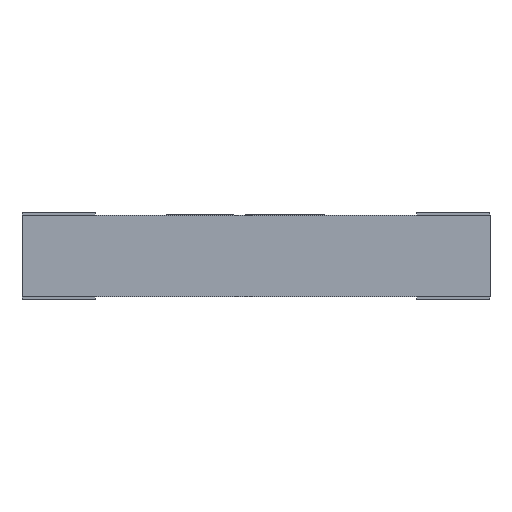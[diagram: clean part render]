
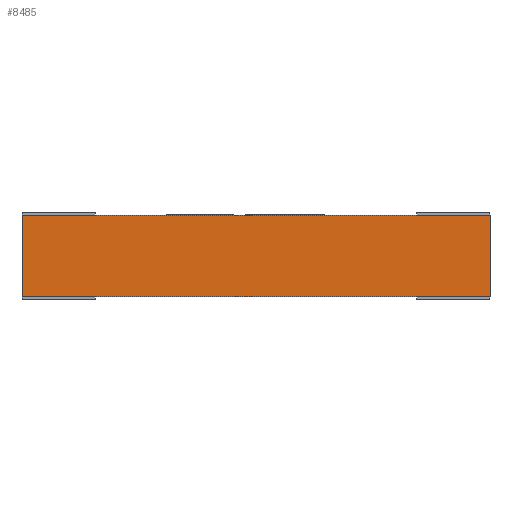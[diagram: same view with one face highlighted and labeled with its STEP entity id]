
A CAD part, front view. The second image highlights one B-rep face of the part: STEP entity #8485.
In plain terms, the highlighted planar face has unit normal (0, -1, 0).
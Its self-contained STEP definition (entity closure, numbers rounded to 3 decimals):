
#190 = PLANE('',#191);
#191 = AXIS2_PLACEMENT_3D('',#192,#193,#194);
#192 = CARTESIAN_POINT('',(0.,0.,0.58));
#193 = DIRECTION('',(0.,0.,-1.));
#194 = DIRECTION('',(-1.,0.,0.));
#2231 = VERTEX_POINT('',#2232);
#2232 = CARTESIAN_POINT('',(-1.599,-0.85,
    0.58));
#2246 = PLANE('',#2247);
#2247 = AXIS2_PLACEMENT_3D('',#2248,#2249,#2250);
#2248 = CARTESIAN_POINT('',(-1.599,-0.85,
    0.58));
#2249 = DIRECTION('',(1.,0.,0.));
#2250 = DIRECTION('',(0.,0.,-1.));
#2258 = EDGE_CURVE('',#2231,#2259,#2261,.T.);
#2259 = VERTEX_POINT('',#2260);
#2260 = CARTESIAN_POINT('',(1.599,-0.85,
    0.58));
#2261 = SURFACE_CURVE('',#2262,(#2266,#2273),.PCURVE_S1.);
#2262 = LINE('',#2263,#2264);
#2263 = CARTESIAN_POINT('',(-1.599,-0.85,
    0.58));
#2264 = VECTOR('',#2265,1.);
#2265 = DIRECTION('',(1.,0.,0.));
#2266 = PCURVE('',#190,#2267);
#2267 = DEFINITIONAL_REPRESENTATION('',(#2268),#2272);
#2268 = LINE('',#2269,#2270);
#2269 = CARTESIAN_POINT('',(1.599,-0.85));
#2270 = VECTOR('',#2271,1.);
#2271 = DIRECTION('',(-1.,0.));
#2272 = ( GEOMETRIC_REPRESENTATION_CONTEXT(2) 
PARAMETRIC_REPRESENTATION_CONTEXT() REPRESENTATION_CONTEXT('2D SPACE',''
  ) );
#2273 = PCURVE('',#2274,#2279);
#2274 = PLANE('',#2275);
#2275 = AXIS2_PLACEMENT_3D('',#2276,#2277,#2278);
#2276 = CARTESIAN_POINT('',(-1.599,-0.85,
    0.58));
#2277 = DIRECTION('',(0.,1.,0.));
#2278 = DIRECTION('',(0.,-0.,1.));
#2279 = DEFINITIONAL_REPRESENTATION('',(#2280),#2284);
#2280 = LINE('',#2281,#2282);
#2281 = CARTESIAN_POINT('',(0.,0.));
#2282 = VECTOR('',#2283,1.);
#2283 = DIRECTION('',(0.,1.));
#2284 = ( GEOMETRIC_REPRESENTATION_CONTEXT(2) 
PARAMETRIC_REPRESENTATION_CONTEXT() REPRESENTATION_CONTEXT('2D SPACE',''
  ) );
#2302 = PLANE('',#2303);
#2303 = AXIS2_PLACEMENT_3D('',#2304,#2305,#2306);
#2304 = CARTESIAN_POINT('',(1.599,-0.85,
    0.58));
#2305 = DIRECTION('',(-1.,0.,0.));
#2306 = DIRECTION('',(0.,0.,1.));
#6005 = PLANE('',#6006);
#6006 = AXIS2_PLACEMENT_3D('',#6007,#6008,#6009);
#6007 = CARTESIAN_POINT('',(0.,0.,0.02));
#6008 = DIRECTION('',(0.,0.,-1.));
#6009 = DIRECTION('',(-1.,0.,0.));
#6406 = VERTEX_POINT('',#6407);
#6407 = CARTESIAN_POINT('',(1.599,-0.85,
    0.02));
#6428 = EDGE_CURVE('',#6429,#6406,#6431,.T.);
#6429 = VERTEX_POINT('',#6430);
#6430 = CARTESIAN_POINT('',(-1.599,-0.85,
    0.02));
#6431 = SURFACE_CURVE('',#6432,(#6436,#6443),.PCURVE_S1.);
#6432 = LINE('',#6433,#6434);
#6433 = CARTESIAN_POINT('',(-1.599,-0.85,
    0.02));
#6434 = VECTOR('',#6435,1.);
#6435 = DIRECTION('',(1.,0.,0.));
#6436 = PCURVE('',#6005,#6437);
#6437 = DEFINITIONAL_REPRESENTATION('',(#6438),#6442);
#6438 = LINE('',#6439,#6440);
#6439 = CARTESIAN_POINT('',(1.599,-0.85));
#6440 = VECTOR('',#6441,1.);
#6441 = DIRECTION('',(-1.,0.));
#6442 = ( GEOMETRIC_REPRESENTATION_CONTEXT(2) 
PARAMETRIC_REPRESENTATION_CONTEXT() REPRESENTATION_CONTEXT('2D SPACE',''
  ) );
#6443 = PCURVE('',#2274,#6444);
#6444 = DEFINITIONAL_REPRESENTATION('',(#6445),#6449);
#6445 = LINE('',#6446,#6447);
#6446 = CARTESIAN_POINT('',(-0.56,0.));
#6447 = VECTOR('',#6448,1.);
#6448 = DIRECTION('',(0.,1.));
#6449 = ( GEOMETRIC_REPRESENTATION_CONTEXT(2) 
PARAMETRIC_REPRESENTATION_CONTEXT() REPRESENTATION_CONTEXT('2D SPACE',''
  ) );
#8377 = EDGE_CURVE('',#2259,#6406,#8378,.T.);
#8378 = SURFACE_CURVE('',#8379,(#8383,#8390),.PCURVE_S1.);
#8379 = LINE('',#8380,#8381);
#8380 = CARTESIAN_POINT('',(1.599,-0.85,
    0.58));
#8381 = VECTOR('',#8382,1.);
#8382 = DIRECTION('',(-0.,-0.,-1.));
#8383 = PCURVE('',#2302,#8384);
#8384 = DEFINITIONAL_REPRESENTATION('',(#8385),#8389);
#8385 = LINE('',#8386,#8387);
#8386 = CARTESIAN_POINT('',(0.,0.));
#8387 = VECTOR('',#8388,1.);
#8388 = DIRECTION('',(-1.,0.));
#8389 = ( GEOMETRIC_REPRESENTATION_CONTEXT(2) 
PARAMETRIC_REPRESENTATION_CONTEXT() REPRESENTATION_CONTEXT('2D SPACE',''
  ) );
#8390 = PCURVE('',#2274,#8391);
#8391 = DEFINITIONAL_REPRESENTATION('',(#8392),#8396);
#8392 = LINE('',#8393,#8394);
#8393 = CARTESIAN_POINT('',(0.,3.199));
#8394 = VECTOR('',#8395,1.);
#8395 = DIRECTION('',(-1.,0.));
#8396 = ( GEOMETRIC_REPRESENTATION_CONTEXT(2) 
PARAMETRIC_REPRESENTATION_CONTEXT() REPRESENTATION_CONTEXT('2D SPACE',''
  ) );
#8465 = EDGE_CURVE('',#2231,#6429,#8466,.T.);
#8466 = SURFACE_CURVE('',#8467,(#8471,#8478),.PCURVE_S1.);
#8467 = LINE('',#8468,#8469);
#8468 = CARTESIAN_POINT('',(-1.599,-0.85,
    0.58));
#8469 = VECTOR('',#8470,1.);
#8470 = DIRECTION('',(-0.,-0.,-1.));
#8471 = PCURVE('',#2246,#8472);
#8472 = DEFINITIONAL_REPRESENTATION('',(#8473),#8477);
#8473 = LINE('',#8474,#8475);
#8474 = CARTESIAN_POINT('',(0.,0.));
#8475 = VECTOR('',#8476,1.);
#8476 = DIRECTION('',(1.,0.));
#8477 = ( GEOMETRIC_REPRESENTATION_CONTEXT(2) 
PARAMETRIC_REPRESENTATION_CONTEXT() REPRESENTATION_CONTEXT('2D SPACE',''
  ) );
#8478 = PCURVE('',#2274,#8479);
#8479 = DEFINITIONAL_REPRESENTATION('',(#8480),#8484);
#8480 = LINE('',#8481,#8482);
#8481 = CARTESIAN_POINT('',(0.,0.));
#8482 = VECTOR('',#8483,1.);
#8483 = DIRECTION('',(-1.,0.));
#8484 = ( GEOMETRIC_REPRESENTATION_CONTEXT(2) 
PARAMETRIC_REPRESENTATION_CONTEXT() REPRESENTATION_CONTEXT('2D SPACE',''
  ) );
#8485 = ADVANCED_FACE('',(#8486),#2274,.F.);
#8486 = FACE_BOUND('',#8487,.T.);
#8487 = EDGE_LOOP('',(#8488,#8489,#8490,#8491));
#8488 = ORIENTED_EDGE('',*,*,#6428,.T.);
#8489 = ORIENTED_EDGE('',*,*,#8377,.F.);
#8490 = ORIENTED_EDGE('',*,*,#2258,.F.);
#8491 = ORIENTED_EDGE('',*,*,#8465,.T.);
